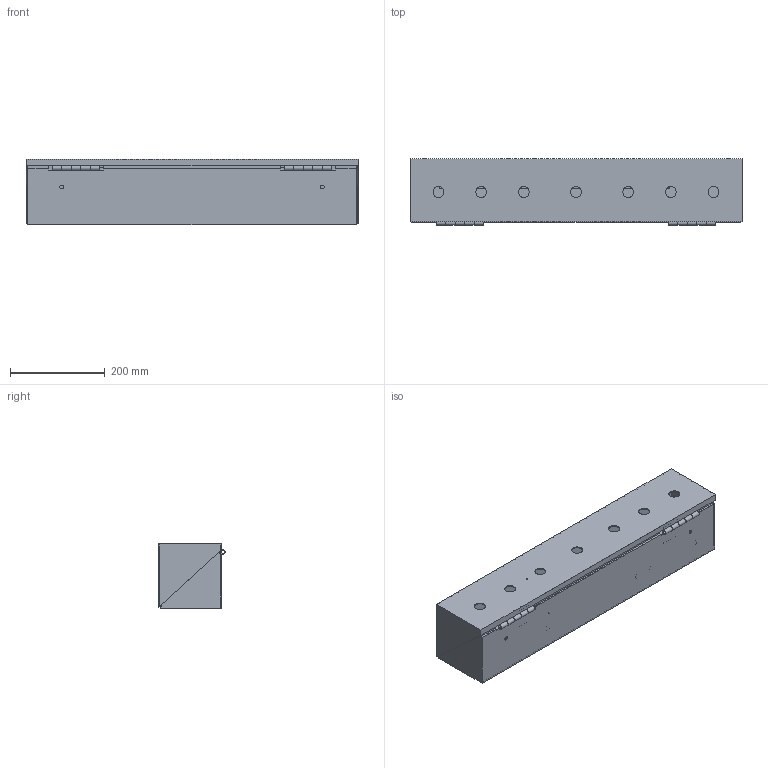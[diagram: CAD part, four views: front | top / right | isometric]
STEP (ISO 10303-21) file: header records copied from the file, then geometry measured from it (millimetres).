
FILE_DESCRIPTION (( 'STEP AP203' ), '1' );
FILE_NAME ('01A061169RP-¾Þ§@¥x.STEP', '2023-10-02T06:54:38', ( '' ), ( '' ), 'SwSTEP 2.0', 'SolidWorks 2018', '' );
FILE_SCHEMA (( 'CONFIG_CONTROL_DESIGN' ));
Length unit declared in the file: millimetre
Products named in the file (1): 01A061169RP-操作台
Bounding box: 700 x 139.8 x 139 mm (x, y, z)
Volume: 931208.2 mm3; surface area: 937518.1 mm2
Topology: 14 solids, 14 shells, 242 faces, 660 edges, 446 vertices
Faces by surface type: plane 194, cylinder 48
Full cylindrical faces by diameter (mm): 3.3 x10, 7 x2, 7.6 x10, 8 x4, 23 x7, 28 x1
Entity records: 7445 total; most frequent: CARTESIAN_POINT 1275, ORIENTED_EDGE 1212, DIRECTION 1188, EDGE_CURVE 606, LINE 510, VECTOR 510, VERTEX_POINT 426, EDGE_LOOP 346
